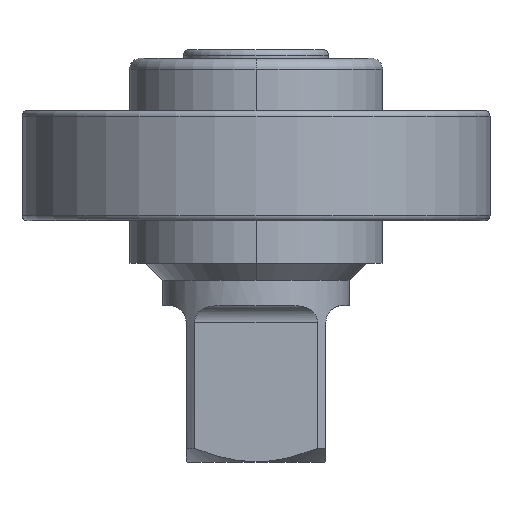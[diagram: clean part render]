
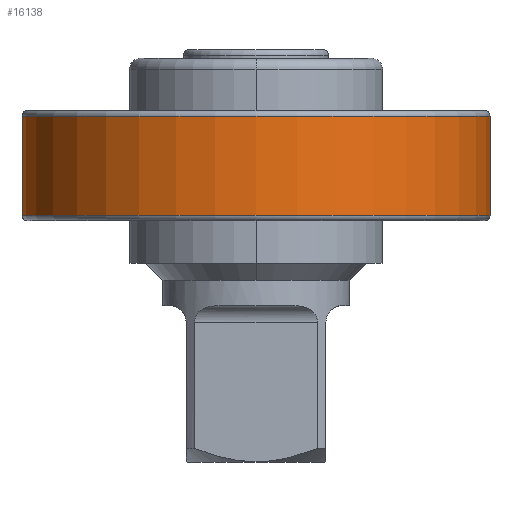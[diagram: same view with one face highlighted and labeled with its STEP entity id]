
A CAD part, front view. The second image highlights one B-rep face of the part: STEP entity #16138.
In plain terms, the highlighted cylindrical face has radius 42.5 mm (diameter 85 mm), a partial arc.
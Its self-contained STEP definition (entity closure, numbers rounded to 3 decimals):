
#9965=DIRECTION('',(0.,0.,1.));
#9966=VECTOR('',#9965,18.);
#9967=CARTESIAN_POINT('',(42.5,0.,1.));
#9968=LINE('',#9967,#9966);
#9972=CARTESIAN_POINT('',(0.,0.,19.));
#9973=DIRECTION('',(0.,0.,1.));
#9974=DIRECTION('',(-1.,0.,0.));
#9975=AXIS2_PLACEMENT_3D('',#9972,#9973,#9974);
#9980=CARTESIAN_POINT('',(0.,0.,1.));
#9981=DIRECTION('',(0.,0.,-1.));
#9982=DIRECTION('',(1.,0.,0.));
#9983=AXIS2_PLACEMENT_3D('',#9980,#9981,#9982);
#9988=DIRECTION('',(0.,0.,1.));
#9989=VECTOR('',#9988,18.);
#9990=CARTESIAN_POINT('',(-42.5,0.,1.));
#9991=LINE('',#9990,#9989);
#14495=CARTESIAN_POINT('',(-42.5,0.,19.));
#14496=CARTESIAN_POINT('',(42.5,0.,19.));
#14497=VERTEX_POINT('',#14495);
#14498=VERTEX_POINT('',#14496);
#14517=CARTESIAN_POINT('',(42.5,0.,1.));
#14518=VERTEX_POINT('',#14517);
#14521=CARTESIAN_POINT('',(-42.5,0.,1.));
#14522=VERTEX_POINT('',#14521);
#16127=CARTESIAN_POINT('',(0.,0.,0.));
#16128=DIRECTION('',(0.,0.,1.));
#16129=DIRECTION('',(1.,0.,0.));
#16130=AXIS2_PLACEMENT_3D('',#16127,#16128,#16129);
#16131=CYLINDRICAL_SURFACE('',#16130,42.5);
#16132=ORIENTED_EDGE('',*,*,#16068,.T.);
#16133=ORIENTED_EDGE('',*,*,#16122,.F.);
#16134=ORIENTED_EDGE('',*,*,#14972,.T.);
#16135=ORIENTED_EDGE('',*,*,#14998,.T.);
#16136=EDGE_LOOP('',(#16132,#16133,#16134,#16135));
#16137=FACE_OUTER_BOUND('',#16136,.F.);
#9976=CIRCLE('',#9975,42.5);
#9984=CIRCLE('',#9983,42.5);
#14972=EDGE_CURVE('',#14518,#14522,#9984,.T.);
#14998=EDGE_CURVE('',#14522,#14497,#9991,.T.);
#16068=EDGE_CURVE('',#14497,#14498,#9976,.T.);
#16122=EDGE_CURVE('',#14518,#14498,#9968,.T.);
#16138=ADVANCED_FACE('',(#16137),#16131,.T.);
